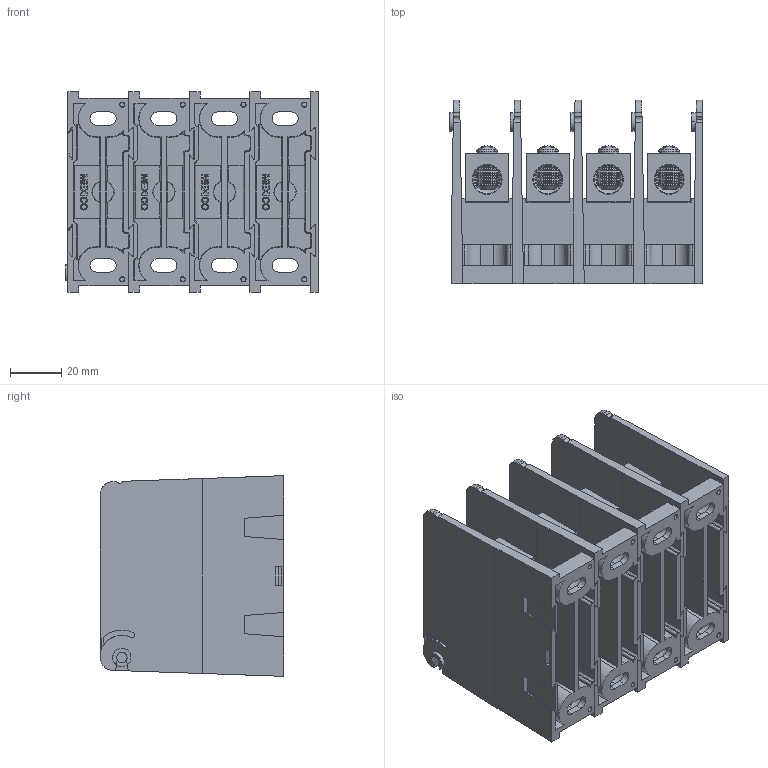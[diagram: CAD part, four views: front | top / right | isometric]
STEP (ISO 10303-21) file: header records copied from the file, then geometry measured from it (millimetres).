
FILE_DESCRIPTION (( 'STEP AP214' ), '1' );
FILE_NAME ('701958_4p_rev-.STEP', '2013-08-27T16:51:49', ( '' ), ( '' ), 'SwSTEP 2.0', 'SolidWorks 2013', '' );
FILE_SCHEMA (( 'AUTOMOTIVE_DESIGN' ));
Length unit declared in the file: inch
Products named in the file (1): 701958_4p_rev-
Bounding box: 98.41 x 71.37 x 78.11 mm (x, y, z)
Volume: 173959 mm3; surface area: 131374 mm2
Topology: 21 solids, 21 shells, 2378 faces, 6545 edges, 4268 vertices
Faces by surface type: plane 857, cylinder 721, cone 548, bspline 236, sphere 8, torus 8
Entity records: 122541 total; most frequent: CARTESIAN_POINT 34216, ORIENTED_EDGE 13074, DIRECTION 10921, EDGE_CURVE 6537, VERTEX_POINT 4268, AXIS2_PLACEMENT_3D 3693, VECTOR 3535, LINE 3535
